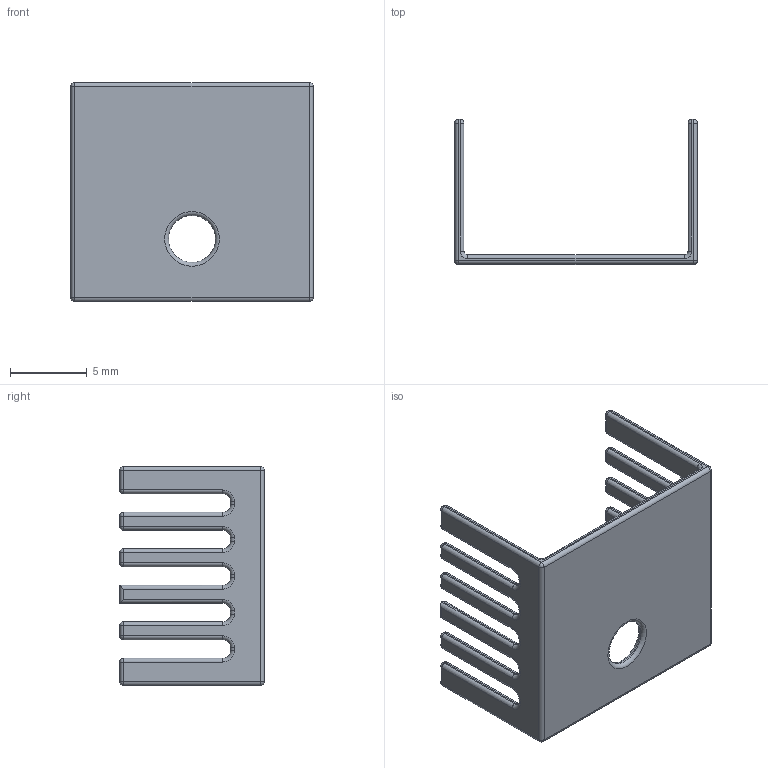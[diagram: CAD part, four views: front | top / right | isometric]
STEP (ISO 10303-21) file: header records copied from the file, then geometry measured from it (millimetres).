
FILE_DESCRIPTION(/* description */ (''),/* implementation_level */ '2;1');
FILE_NAME(/* name */ 'ATS-PCB1025.step',/* time_stamp */ '2024-05-30T10:46:02-04:00',/* author */ (''),/* organization */ (''),/* preprocessor_version */ 'ST-DEVELOPER v20',/* originating_system */ 'Autodesk Translation Framework v12.20.1.177',/* authorisation */ '');
FILE_SCHEMA (('AUTOMOTIVE_DESIGN { 1 0 10303 214 3 1 1 }'));
Length unit declared in the file: millimetre
Products named in the file (1): ATS-PCB1025
Bounding box: 15.75 x 9.4 x 14.22 mm (x, y, z)
Volume: 222.3 mm3; surface area: 849.9 mm2
Topology: 1 solids, 1 shells, 287 faces, 619 edges, 334 vertices
Faces by surface type: cylinder 143, plane 50, sphere 48, torus 46
Full cylindrical faces by diameter (mm): 3.05 x1
Entity records: 7674 total; most frequent: DIRECTION 1527, CARTESIAN_POINT 1241, ORIENTED_EDGE 1238, AXIS2_PLACEMENT_3D 620, EDGE_CURVE 619, VERTEX_POINT 334, CIRCLE 328, EDGE_LOOP 289
